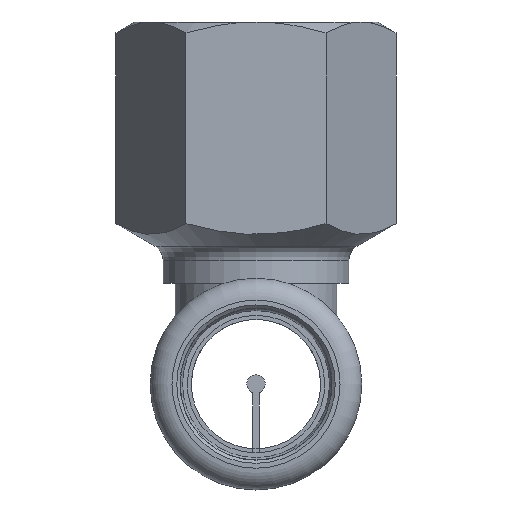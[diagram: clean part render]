
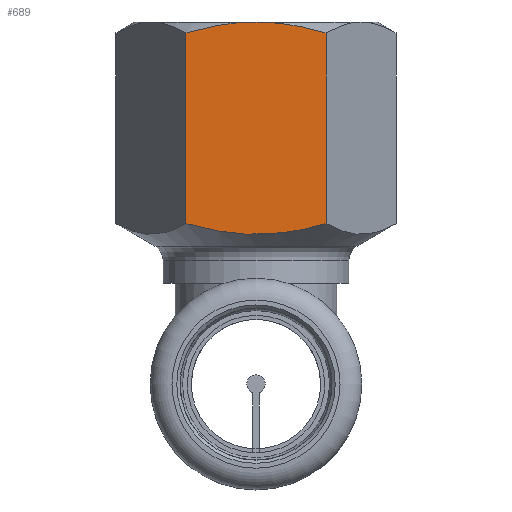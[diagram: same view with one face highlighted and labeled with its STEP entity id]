
A CAD part, left-side view. The second image highlights one B-rep face of the part: STEP entity #689.
In plain terms, the highlighted face is planar.
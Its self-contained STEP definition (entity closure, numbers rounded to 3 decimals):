
#30=(
BOUNDED_CURVE()
B_SPLINE_CURVE(2,(#1175,#1176,#1177),.UNSPECIFIED.,.F.,.F.)
B_SPLINE_CURVE_WITH_KNOTS((3,3),(0.,1.753),.UNSPECIFIED.)
CURVE()
GEOMETRIC_REPRESENTATION_ITEM()
RATIONAL_B_SPLINE_CURVE((1.,1.155,1.))
REPRESENTATION_ITEM($)
);
#35=(
BOUNDED_CURVE()
B_SPLINE_CURVE(2,(#1225,#1226,#1227),.UNSPECIFIED.,.F.,.F.)
B_SPLINE_CURVE_WITH_KNOTS((3,3),(0.879,1.757),
 .UNSPECIFIED.)
CURVE()
GEOMETRIC_REPRESENTATION_ITEM()
RATIONAL_B_SPLINE_CURVE((1.,1.038,1.))
REPRESENTATION_ITEM($)
);
#36=(
BOUNDED_CURVE()
B_SPLINE_CURVE(2,(#1229,#1230,#1231),.UNSPECIFIED.,.F.,.F.)
B_SPLINE_CURVE_WITH_KNOTS((3,3),(0.,0.879),.UNSPECIFIED.)
CURVE()
GEOMETRIC_REPRESENTATION_ITEM()
RATIONAL_B_SPLINE_CURVE((1.,1.038,1.))
REPRESENTATION_ITEM($)
);
#73=LINE($,#1232,#87);
#74=LINE($,#1233,#88);
#87=VECTOR($,#982,23.6);
#88=VECTOR($,#983,23.6);
#134=PLANE($,#789);
#250=FACE_OUTER_BOUND($,#328,.T.);
#328=EDGE_LOOP($,(#595,#596,#597,#598,#599));
#387=VERTEX_POINT($,#1170);
#388=VERTEX_POINT($,#1174);
#397=VERTEX_POINT($,#1202);
#403=VERTEX_POINT($,#1224);
#404=VERTEX_POINT($,#1228);
#453=EDGE_CURVE($,#387,#388,#30,.T.);
#471=EDGE_CURVE($,#397,#403,#35,.T.);
#472=EDGE_CURVE($,#404,#397,#36,.T.);
#473=EDGE_CURVE($,#388,#404,#73,.T.);
#474=EDGE_CURVE($,#387,#403,#74,.T.);
#595=ORIENTED_EDGE($,*,*,#471,.F.);
#596=ORIENTED_EDGE($,*,*,#472,.F.);
#597=ORIENTED_EDGE($,*,*,#473,.F.);
#598=ORIENTED_EDGE($,*,*,#453,.F.);
#599=ORIENTED_EDGE($,*,*,#474,.T.);
#689=ADVANCED_FACE($,(#250),#134,.F.);
#789=AXIS2_PLACEMENT_3D($,#1223,#980,#981);
#980=DIRECTION('center_axis',(0.,0.,
1.));
#981=DIRECTION('ref_axis',(0.,-1.,0.));
#982=DIRECTION($,(-1.,0.,0.));
#983=DIRECTION($,(-1.,0.,0.));
#1170=CARTESIAN_POINT('',(-7.36,-8.66,-15.));
#1174=CARTESIAN_POINT('',(-7.36,8.66,-15.));
#1175=CARTESIAN_POINT('Ctrl Pts',(-7.36,-8.66,-15.));
#1176=CARTESIAN_POINT('Ctrl Pts',(-4.86,0.,
-15.));
#1177=CARTESIAN_POINT('Ctrl Pts',(-7.36,8.66,-15.));
#1202=CARTESIAN_POINT('',(-32.3,0.,-15.));
#1223=CARTESIAN_POINT('Origin',(-32.3,-8.66,-15.));
#1224=CARTESIAN_POINT('',(-30.96,-8.66,-15.));
#1225=CARTESIAN_POINT('Ctrl Pts',(-32.3,0.,-15.));
#1226=CARTESIAN_POINT('Ctrl Pts',(-32.3,-4.019,-15.));
#1227=CARTESIAN_POINT('Ctrl Pts',(-30.96,-8.66,-15.));
#1228=CARTESIAN_POINT('',(-30.96,8.66,-15.));
#1229=CARTESIAN_POINT('Ctrl Pts',(-30.96,8.66,-15.));
#1230=CARTESIAN_POINT('Ctrl Pts',(-32.3,4.019,-15.));
#1231=CARTESIAN_POINT('Ctrl Pts',(-32.3,0.,-15.));
#1232=CARTESIAN_POINT($,(-19.16,8.66,-15.));
#1233=CARTESIAN_POINT($,(-19.16,-8.66,-15.));
